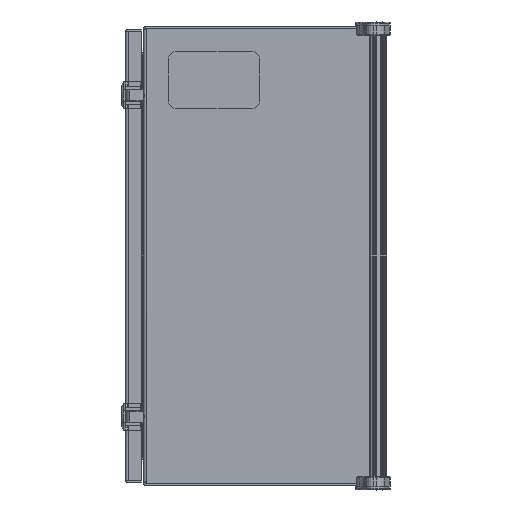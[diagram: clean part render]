
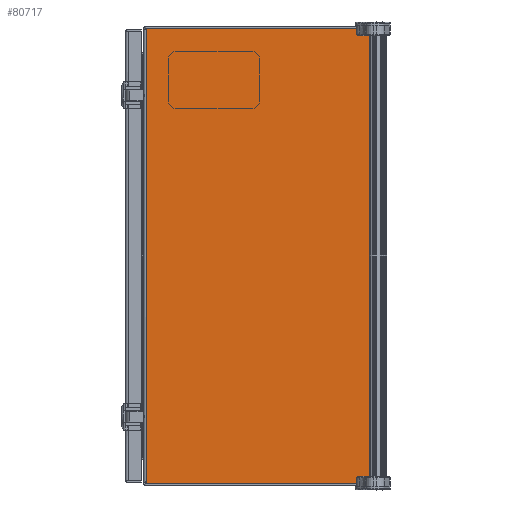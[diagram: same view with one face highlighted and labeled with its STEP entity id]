
A CAD part, left-side view. The second image highlights one B-rep face of the part: STEP entity #80717.
In plain terms, the highlighted planar face has unit normal (-1, 0, 0).
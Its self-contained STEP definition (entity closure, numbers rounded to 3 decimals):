
#2329 = LINE ( 'NONE', #72497, #36726 ) ;
#2655 = EDGE_CURVE ( 'NONE', #94524, #88631, #2329, .T. ) ;
#2751 = LINE ( 'NONE', #35744, #91697 ) ;
#3471 = VERTEX_POINT ( 'NONE', #94851 ) ;
#8256 = VECTOR ( 'NONE', #50560, 1000. ) ;
#12910 = CARTESIAN_POINT ( 'NONE',  ( -304.8, -251.94, -133.816 ) ) ;
#13119 = PLANE ( 'NONE',  #96312 ) ;
#14123 = DIRECTION ( 'NONE',  ( 1., 0., 0. ) ) ;
#18190 = ORIENTED_EDGE ( 'NONE', *, *, #77109, .T. ) ;
#22380 = CARTESIAN_POINT ( 'NONE',  ( -304.8, -251.94, 117.098 ) ) ;
#25464 = DIRECTION ( 'NONE',  ( 0., -1., 0. ) ) ;
#27575 = CARTESIAN_POINT ( 'NONE',  ( -304.8, 251.94, -130.73 ) ) ;
#30304 = ORIENTED_EDGE ( 'NONE', *, *, #75623, .T. ) ;
#31360 = ORIENTED_EDGE ( 'NONE', *, *, #2655, .T. ) ;
#35744 = CARTESIAN_POINT ( 'NONE',  ( -304.8, -251.94, 117.098 ) ) ;
#36726 = VECTOR ( 'NONE', #72986, 1000. ) ;
#42726 = DIRECTION ( 'NONE',  ( 0., 0., -1. ) ) ;
#45819 = VERTEX_POINT ( 'NONE', #22380 ) ;
#50560 = DIRECTION ( 'NONE',  ( 0., 0., 1. ) ) ;
#53119 = VECTOR ( 'NONE', #42726, 1000. ) ;
#55183 = CARTESIAN_POINT ( 'NONE',  ( -304.8, -251.94, -130.73 ) ) ;
#58275 = LINE ( 'NONE', #12910, #8256 ) ;
#66302 = ORIENTED_EDGE ( 'NONE', *, *, #71006, .F. ) ;
#66959 = CARTESIAN_POINT ( 'NONE',  ( -304.8, 251.94, -133.816 ) ) ;
#67969 = LINE ( 'NONE', #66959, #53119 ) ;
#71006 = EDGE_CURVE ( 'NONE', #3471, #45819, #2751, .T. ) ;
#72071 = EDGE_LOOP ( 'NONE', ( #66302, #18190, #31360, #30304 ) ) ;
#72497 = CARTESIAN_POINT ( 'NONE',  ( -304.8, 1761.026, -130.73 ) ) ;
#72986 = DIRECTION ( 'NONE',  ( 0., -1., 0. ) ) ;
#75623 = EDGE_CURVE ( 'NONE', #88631, #45819, #58275, .T. ) ;
#77109 = EDGE_CURVE ( 'NONE', #3471, #94524, #67969, .T. ) ;
#80717 = ADVANCED_FACE ( 'NONE', ( #90496 ), #13119, .F. ) ;
#88631 = VERTEX_POINT ( 'NONE', #55183 ) ;
#90496 = FACE_OUTER_BOUND ( 'NONE', #72071, .T. ) ;
#91697 = VECTOR ( 'NONE', #25464, 1000. ) ;
#92018 = DIRECTION ( 'NONE',  ( 0., 0., -1. ) ) ;
#92512 = CARTESIAN_POINT ( 'NONE',  ( -304.8, 1761.026, -133.816 ) ) ;
#94524 = VERTEX_POINT ( 'NONE', #27575 ) ;
#94851 = CARTESIAN_POINT ( 'NONE',  ( -304.8, 251.94, 117.098 ) ) ;
#96312 = AXIS2_PLACEMENT_3D ( 'NONE', #92512, #14123, #92018 ) ;
